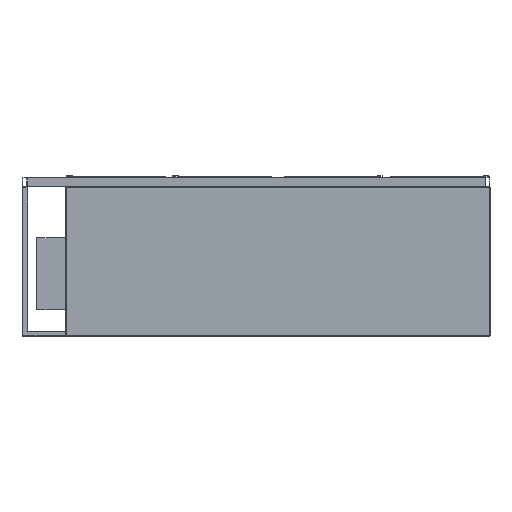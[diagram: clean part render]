
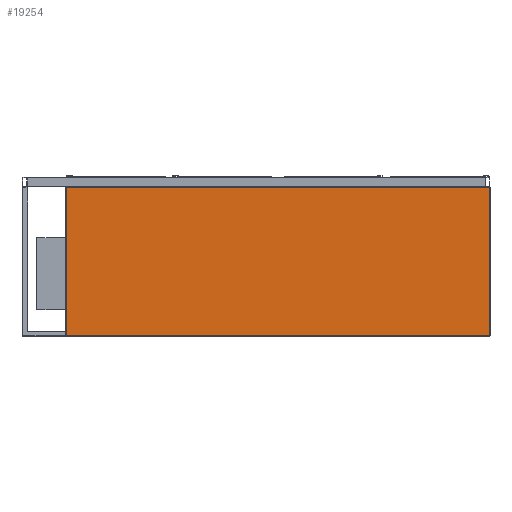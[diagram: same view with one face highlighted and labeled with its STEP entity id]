
A CAD part, front view. The second image highlights one B-rep face of the part: STEP entity #19254.
In plain terms, the highlighted planar face has unit normal (0, -1, 0).
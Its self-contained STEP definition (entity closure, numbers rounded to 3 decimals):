
#58 = DIRECTION ( 'NONE',  ( -1., 0., 0. ) ) ;
#715 = ORIENTED_EDGE ( 'NONE', *, *, #14707, .T. ) ;
#1503 = CARTESIAN_POINT ( 'NONE',  ( 878., -280., -42. ) ) ;
#2757 = AXIS2_PLACEMENT_3D ( 'NONE', #11114, #22132, #27926 ) ;
#3582 = EDGE_CURVE ( 'NONE', #11204, #11512, #20131, .T. ) ;
#4972 = CARTESIAN_POINT ( 'NONE',  ( -878., -280., -660. ) ) ;
#5732 = DIRECTION ( 'NONE',  ( 1., 0., 0. ) ) ;
#7363 = DIRECTION ( 'NONE',  ( 0., 0., 1. ) ) ;
#7388 = CARTESIAN_POINT ( 'NONE',  ( 878., -280., -658. ) ) ;
#10663 = VECTOR ( 'NONE', #5732, 1000. ) ;
#10792 = DIRECTION ( 'NONE',  ( 0., 0., -1. ) ) ;
#11114 = CARTESIAN_POINT ( 'NONE',  ( -880., -280., -660. ) ) ;
#11204 = VERTEX_POINT ( 'NONE', #13434 ) ;
#11512 = VERTEX_POINT ( 'NONE', #7388 ) ;
#12883 = EDGE_CURVE ( 'NONE', #13279, #11204, #36024, .T. ) ;
#13086 = ORIENTED_EDGE ( 'NONE', *, *, #3582, .T. ) ;
#13279 = VERTEX_POINT ( 'NONE', #15954 ) ;
#13434 = CARTESIAN_POINT ( 'NONE',  ( -878., -280., -658. ) ) ;
#13630 = ORIENTED_EDGE ( 'NONE', *, *, #36926, .T. ) ;
#14707 = EDGE_CURVE ( 'NONE', #11512, #28231, #18955, .T. ) ;
#15504 = VECTOR ( 'NONE', #58, 1000. ) ;
#15954 = CARTESIAN_POINT ( 'NONE',  ( -878., -280., -42. ) ) ;
#16709 = FACE_OUTER_BOUND ( 'NONE', #18654, .T. ) ;
#18654 = EDGE_LOOP ( 'NONE', ( #13630, #22749, #13086, #715 ) ) ;
#18955 = LINE ( 'NONE', #24942, #33621 ) ;
#19254 = ADVANCED_FACE ( 'Fl�che8', ( #16709 ), #19513, .T. ) ;
#19513 = PLANE ( 'NONE',  #2757 ) ;
#20131 = LINE ( 'NONE', #25548, #10663 ) ;
#20594 = CARTESIAN_POINT ( 'NONE',  ( -880., -280., -42. ) ) ;
#22132 = DIRECTION ( 'NONE',  ( 0., -1., 0. ) ) ;
#22749 = ORIENTED_EDGE ( 'NONE', *, *, #12883, .T. ) ;
#24942 = CARTESIAN_POINT ( 'NONE',  ( 878., -280., -660. ) ) ;
#25548 = CARTESIAN_POINT ( 'NONE',  ( -880., -280., -658. ) ) ;
#27926 = DIRECTION ( 'NONE',  ( 0., 0., -1. ) ) ;
#28231 = VERTEX_POINT ( 'NONE', #1503 ) ;
#30267 = VECTOR ( 'NONE', #10792, 1000. ) ;
#31834 = LINE ( 'NONE', #20594, #15504 ) ;
#33621 = VECTOR ( 'NONE', #7363, 1000. ) ;
#36024 = LINE ( 'NONE', #4972, #30267 ) ;
#36926 = EDGE_CURVE ( 'NONE', #28231, #13279, #31834, .T. ) ;
